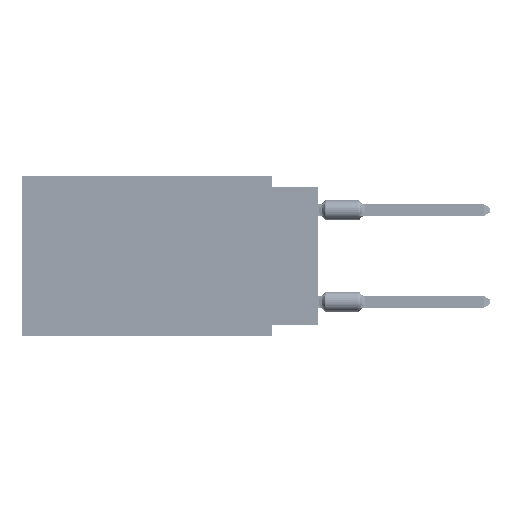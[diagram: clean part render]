
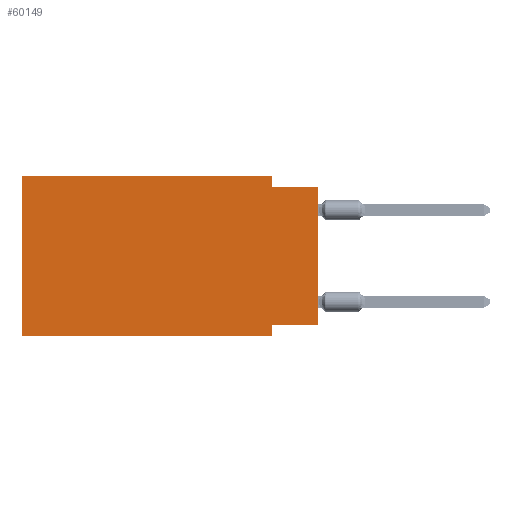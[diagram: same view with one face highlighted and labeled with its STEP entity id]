
A CAD part, left-side view. The second image highlights one B-rep face of the part: STEP entity #60149.
In plain terms, the highlighted planar face has unit normal (-1, 0, 0).
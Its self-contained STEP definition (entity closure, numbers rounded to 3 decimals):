
#1555 = CARTESIAN_POINT ( 'NONE',  ( 0., 0., 0. ) ) ;
#2756 = EDGE_CURVE ( 'NONE', #18410, #70107, #58413, .T. ) ;
#4165 = VECTOR ( 'NONE', #11365, 1000. ) ;
#5112 = CARTESIAN_POINT ( 'NONE',  ( 0., 16.383, 0. ) ) ;
#5366 = CARTESIAN_POINT ( 'NONE',  ( 0., 0., -0.635 ) ) ;
#8061 = CARTESIAN_POINT ( 'NONE',  ( 0., 16.383, 0. ) ) ;
#10126 = DIRECTION ( 'NONE',  ( 1., 0., 0. ) ) ;
#10617 = VECTOR ( 'NONE', #34279, 1000. ) ;
#11365 = DIRECTION ( 'NONE',  ( 0., 0., -1. ) ) ;
#12439 = EDGE_CURVE ( 'NONE', #20425, #86064, #62748, .T. ) ;
#13908 = DIRECTION ( 'NONE',  ( 0., 0., -1. ) ) ;
#15494 = CARTESIAN_POINT ( 'NONE',  ( 0., 2.54, -8.89 ) ) ;
#16710 = EDGE_LOOP ( 'NONE', ( #56764, #43426, #69927, #21740, #51725, #77184, #21325, #17389 ) ) ;
#17389 = ORIENTED_EDGE ( 'NONE', *, *, #2756, .F. ) ;
#18410 = VERTEX_POINT ( 'NONE', #83812 ) ;
#19483 = DIRECTION ( 'NONE',  ( 0., -1., 0. ) ) ;
#20170 = EDGE_CURVE ( 'NONE', #86064, #45648, #41675, .T. ) ;
#20425 = VERTEX_POINT ( 'NONE', #51578 ) ;
#21325 = ORIENTED_EDGE ( 'NONE', *, *, #55519, .F. ) ;
#21740 = ORIENTED_EDGE ( 'NONE', *, *, #20170, .F. ) ;
#21996 = LINE ( 'NONE', #70779, #87403 ) ;
#23257 = VERTEX_POINT ( 'NONE', #15494 ) ;
#23906 = CARTESIAN_POINT ( 'NONE',  ( 0., 2.54, -8.255 ) ) ;
#24559 = CARTESIAN_POINT ( 'NONE',  ( 0., 16.383, 0. ) ) ;
#24655 = DIRECTION ( 'NONE',  ( 0., -1., 0. ) ) ;
#27983 = EDGE_CURVE ( 'NONE', #53311, #29396, #45262, .T. ) ;
#29396 = VERTEX_POINT ( 'NONE', #5366 ) ;
#30435 = PLANE ( 'NONE',  #77113 ) ;
#34279 = DIRECTION ( 'NONE',  ( 0., 0., 1. ) ) ;
#41675 = LINE ( 'NONE', #5112, #55878 ) ;
#42931 = CARTESIAN_POINT ( 'NONE',  ( 0., 16.383, 0. ) ) ;
#43426 = ORIENTED_EDGE ( 'NONE', *, *, #27983, .F. ) ;
#43656 = CARTESIAN_POINT ( 'NONE',  ( 0., 16.383, -8.89 ) ) ;
#45262 = LINE ( 'NONE', #60176, #84387 ) ;
#45648 = VERTEX_POINT ( 'NONE', #81431 ) ;
#51578 = CARTESIAN_POINT ( 'NONE',  ( 0., 16.383, -8.89 ) ) ;
#51725 = ORIENTED_EDGE ( 'NONE', *, *, #12439, .F. ) ;
#52128 = DIRECTION ( 'NONE',  ( 0., 0., -1. ) ) ;
#53311 = VERTEX_POINT ( 'NONE', #54551 ) ;
#54551 = CARTESIAN_POINT ( 'NONE',  ( 0., 2.54, -0.635 ) ) ;
#55519 = EDGE_CURVE ( 'NONE', #70107, #23257, #21996, .T. ) ;
#55610 = EDGE_CURVE ( 'NONE', #20425, #23257, #78897, .T. ) ;
#55798 = DIRECTION ( 'NONE',  ( 0., 0., 1. ) ) ;
#55878 = VECTOR ( 'NONE', #60240, 1000. ) ;
#56764 = ORIENTED_EDGE ( 'NONE', *, *, #62320, .T. ) ;
#58413 = LINE ( 'NONE', #80941, #73534 ) ;
#60149 = ADVANCED_FACE ( 'NONE', ( #86443 ), #30435, .F. ) ;
#60176 = CARTESIAN_POINT ( 'NONE',  ( 0., 0., -0.635 ) ) ;
#60240 = DIRECTION ( 'NONE',  ( 0., -1., 0. ) ) ;
#61518 = VECTOR ( 'NONE', #24655, 1000. ) ;
#62320 = EDGE_CURVE ( 'NONE', #18410, #29396, #62582, .T. ) ;
#62582 = LINE ( 'NONE', #1555, #69864 ) ;
#62748 = LINE ( 'NONE', #8061, #10617 ) ;
#66066 = DIRECTION ( 'NONE',  ( 0., 1., 0. ) ) ;
#69864 = VECTOR ( 'NONE', #55798, 1000. ) ;
#69927 = ORIENTED_EDGE ( 'NONE', *, *, #77776, .F. ) ;
#70107 = VERTEX_POINT ( 'NONE', #23906 ) ;
#70779 = CARTESIAN_POINT ( 'NONE',  ( 0., 2.54, -8.89 ) ) ;
#72796 = CARTESIAN_POINT ( 'NONE',  ( 0., 2.54, 0. ) ) ;
#73534 = VECTOR ( 'NONE', #66066, 1000. ) ;
#77113 = AXIS2_PLACEMENT_3D ( 'NONE', #24559, #10126, #52128 ) ;
#77184 = ORIENTED_EDGE ( 'NONE', *, *, #55610, .T. ) ;
#77776 = EDGE_CURVE ( 'NONE', #45648, #53311, #80472, .T. ) ;
#78897 = LINE ( 'NONE', #43656, #61518 ) ;
#80472 = LINE ( 'NONE', #72796, #4165 ) ;
#80941 = CARTESIAN_POINT ( 'NONE',  ( 0., 0., -8.255 ) ) ;
#81431 = CARTESIAN_POINT ( 'NONE',  ( 0., 2.54, 0. ) ) ;
#83812 = CARTESIAN_POINT ( 'NONE',  ( 0., 0., -8.255 ) ) ;
#84387 = VECTOR ( 'NONE', #19483, 1000. ) ;
#86064 = VERTEX_POINT ( 'NONE', #42931 ) ;
#86443 = FACE_OUTER_BOUND ( 'NONE', #16710, .T. ) ;
#87403 = VECTOR ( 'NONE', #13908, 1000. ) ;
